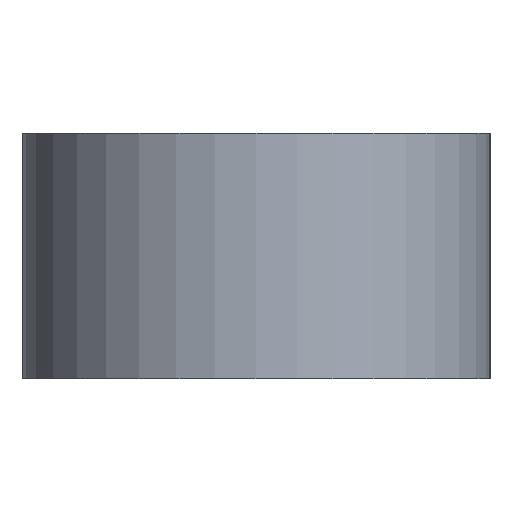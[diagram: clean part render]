
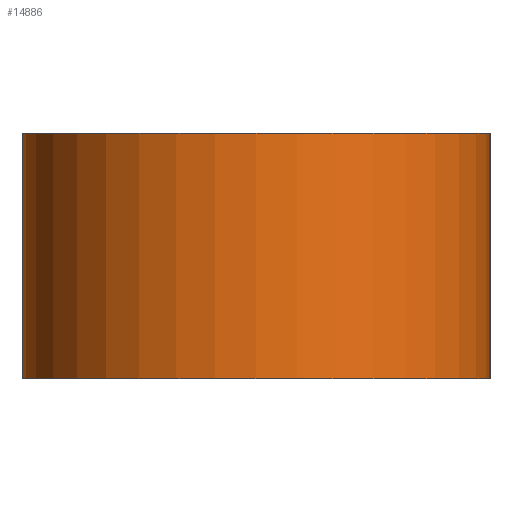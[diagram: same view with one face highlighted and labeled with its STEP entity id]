
A CAD part, left-side view. The second image highlights one B-rep face of the part: STEP entity #14886.
In plain terms, the highlighted cylindrical face has radius 10 mm (diameter 20 mm), a partial arc.
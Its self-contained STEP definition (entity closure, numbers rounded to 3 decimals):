
#613=FACE_OUTER_BOUND('',#1341,.T.);
#1341=EDGE_LOOP('',(#9920,#9921,#9922,#9923));
#1976=CIRCLE('',#15665,10.);
#1977=CIRCLE('',#15666,10.);
#2916=LINE('',#21993,#4582);
#2922=LINE('',#22009,#4588);
#4582=VECTOR('',#17511,10.);
#4588=VECTOR('',#17525,10.);
#6274=VERTEX_POINT('',#21991);
#6275=VERTEX_POINT('',#21992);
#6280=VERTEX_POINT('',#22006);
#6281=VERTEX_POINT('',#22008);
#7728=EDGE_CURVE('',#6274,#6275,#2916,.T.);
#7736=EDGE_CURVE('',#6281,#6280,#2922,.T.);
#7738=EDGE_CURVE('',#6274,#6280,#1976,.T.);
#7739=EDGE_CURVE('',#6281,#6275,#1977,.T.);
#9920=ORIENTED_EDGE('',*,*,#7736,.T.);
#9921=ORIENTED_EDGE('',*,*,#7738,.F.);
#9922=ORIENTED_EDGE('',*,*,#7728,.T.);
#9923=ORIENTED_EDGE('',*,*,#7739,.F.);
#13791=CYLINDRICAL_SURFACE('',#15664,10.);
#14886=ADVANCED_FACE('',(#613),#13791,.T.);
#15664=AXIS2_PLACEMENT_3D('',#22011,#17527,#17528);
#15665=AXIS2_PLACEMENT_3D('',#22012,#17529,#17530);
#15666=AXIS2_PLACEMENT_3D('',#22013,#17531,#17532);
#17511=DIRECTION('',(0.,0.,-1.));
#17525=DIRECTION('',(0.,0.,1.));
#17527=DIRECTION('center_axis',(0.,0.,1.));
#17528=DIRECTION('ref_axis',(0.,1.,0.));
#17529=DIRECTION('center_axis',(0.,0.,1.));
#17530=DIRECTION('ref_axis',(0.,1.,0.));
#17531=DIRECTION('center_axis',(0.,0.,-1.));
#17532=DIRECTION('ref_axis',(0.,1.,0.));
#21991=CARTESIAN_POINT('',(0.,10.,5.25));
#21992=CARTESIAN_POINT('',(0.,10.,-5.25));
#21993=CARTESIAN_POINT('',(0.,10.,0.));
#22006=CARTESIAN_POINT('',(0.,-10.,5.25));
#22008=CARTESIAN_POINT('',(0.,-10.,-5.25));
#22009=CARTESIAN_POINT('',(0.,-10.,0.));
#22011=CARTESIAN_POINT('Origin',(0.,0.,0.));
#22012=CARTESIAN_POINT('Origin',(0.,0.,5.25));
#22013=CARTESIAN_POINT('Origin',(0.,0.,-5.25));
